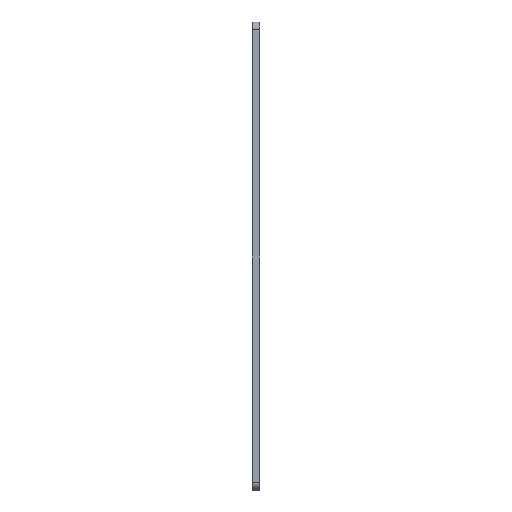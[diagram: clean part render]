
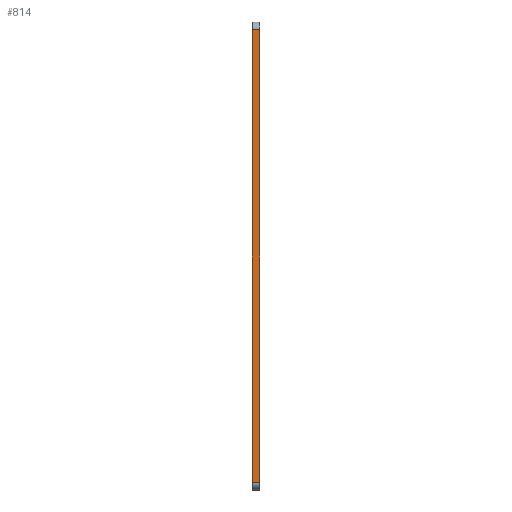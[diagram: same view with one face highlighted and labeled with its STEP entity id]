
A CAD part, left-side view. The second image highlights one B-rep face of the part: STEP entity #814.
In plain terms, the highlighted planar face has unit normal (-1, 0, 0).
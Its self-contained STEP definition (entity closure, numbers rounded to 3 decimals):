
#145 = CARTESIAN_POINT ( 'NONE',  ( -43., 0., -40. ) ) ;
#165 = CARTESIAN_POINT ( 'NONE',  ( -43., 0., 135. ) ) ;
#197 = DIRECTION ( 'NONE',  ( 0., 0., 1. ) ) ;
#214 = VERTEX_POINT ( 'NONE', #425 ) ;
#258 = DIRECTION ( 'NONE',  ( 0., 0., 1. ) ) ;
#261 = CARTESIAN_POINT ( 'NONE',  ( -43., 0., 135. ) ) ;
#295 = LINE ( 'NONE', #552, #830 ) ;
#332 = ORIENTED_EDGE ( 'NONE', *, *, #548, .F. ) ;
#416 = VECTOR ( 'NONE', #640, 1000. ) ;
#425 = CARTESIAN_POINT ( 'NONE',  ( -43., 3., -40. ) ) ;
#445 = ORIENTED_EDGE ( 'NONE', *, *, #930, .T. ) ;
#465 = LINE ( 'NONE', #145, #582 ) ;
#479 = VECTOR ( 'NONE', #258, 1000. ) ;
#509 = DIRECTION ( 'NONE',  ( -1., 0., 0. ) ) ;
#515 = VERTEX_POINT ( 'NONE', #1027 ) ;
#548 = EDGE_CURVE ( 'NONE', #214, #515, #295, .T. ) ;
#552 = CARTESIAN_POINT ( 'NONE',  ( -43., 3., -43. ) ) ;
#582 = VECTOR ( 'NONE', #1046, 1000. ) ;
#640 = DIRECTION ( 'NONE',  ( 0., 1., 0. ) ) ;
#654 = CARTESIAN_POINT ( 'NONE',  ( -43., 0., -43. ) ) ;
#670 = EDGE_LOOP ( 'NONE', ( #982, #445, #332, #1029 ) ) ;
#735 = CARTESIAN_POINT ( 'NONE',  ( -43., 0., -40. ) ) ;
#752 = AXIS2_PLACEMENT_3D ( 'NONE', #898, #509, #1298 ) ;
#814 = ADVANCED_FACE ( 'NONE', ( #1094 ), #1003, .T. ) ;
#830 = VECTOR ( 'NONE', #197, 1000. ) ;
#837 = LINE ( 'NONE', #654, #479 ) ;
#882 = EDGE_CURVE ( 'NONE', #1255, #1081, #837, .T. ) ;
#891 = EDGE_CURVE ( 'NONE', #214, #1255, #465, .T. ) ;
#898 = CARTESIAN_POINT ( 'NONE',  ( -43., 0., -43. ) ) ;
#930 = EDGE_CURVE ( 'NONE', #1081, #515, #1126, .T. ) ;
#982 = ORIENTED_EDGE ( 'NONE', *, *, #882, .T. ) ;
#1003 = PLANE ( 'NONE',  #752 ) ;
#1027 = CARTESIAN_POINT ( 'NONE',  ( -43., 3., 135. ) ) ;
#1029 = ORIENTED_EDGE ( 'NONE', *, *, #891, .T. ) ;
#1046 = DIRECTION ( 'NONE',  ( 0., -1., 0. ) ) ;
#1081 = VERTEX_POINT ( 'NONE', #165 ) ;
#1094 = FACE_OUTER_BOUND ( 'NONE', #670, .T. ) ;
#1126 = LINE ( 'NONE', #261, #416 ) ;
#1255 = VERTEX_POINT ( 'NONE', #735 ) ;
#1298 = DIRECTION ( 'NONE',  ( 0., 0., 1. ) ) ;
